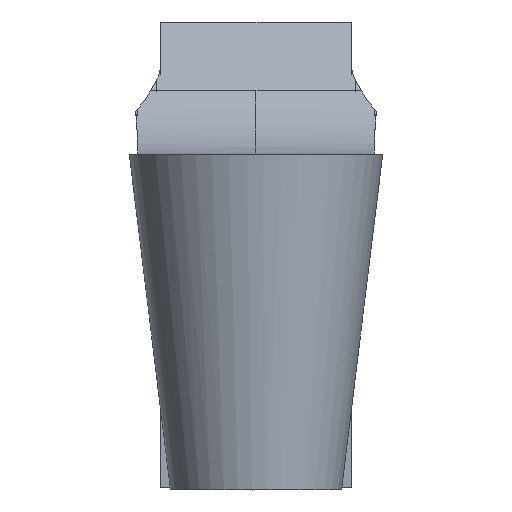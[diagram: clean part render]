
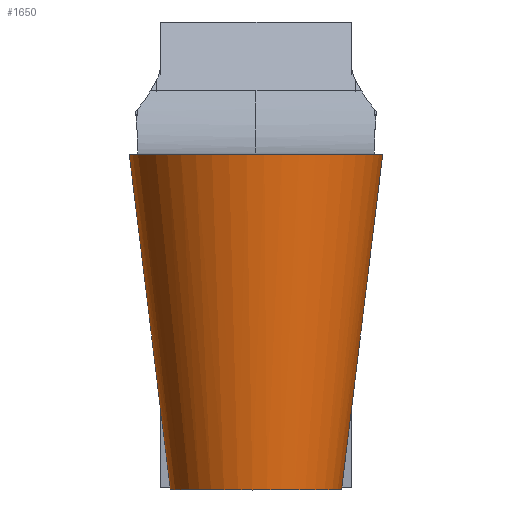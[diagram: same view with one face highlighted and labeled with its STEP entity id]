
A CAD part, left-side view. The second image highlights one B-rep face of the part: STEP entity #1650.
In plain terms, the highlighted free-form (B-spline) face has degree [5, 1] with [9, 2] control points.
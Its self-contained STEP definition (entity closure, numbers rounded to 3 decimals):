
#1150=CARTESIAN_POINT('Vertex',(1.544,1.008,-3.946)) ;
#1225=CARTESIAN_POINT('Vertex',(1.544,-1.008,-3.946)) ;
#1229=CARTESIAN_POINT('Control Point',(1.544,-1.008,-3.946)) ;
#1230=CARTESIAN_POINT('Control Point',(1.372,-1.016,-3.947)) ;
#1231=CARTESIAN_POINT('Control Point',(1.198,-0.978,-3.948)) ;
#1232=CARTESIAN_POINT('Control Point',(1.044,-0.9,-3.949)) ;
#1233=CARTESIAN_POINT('Vertex',(1.044,-0.9,-3.949)) ;
#1237=CARTESIAN_POINT('Control Point',(1.044,-0.9,-3.949)) ;
#1238=CARTESIAN_POINT('Control Point',(0.855,-0.804,-3.95)) ;
#1239=CARTESIAN_POINT('Control Point',(0.697,-0.646,-3.952)) ;
#1240=CARTESIAN_POINT('Control Point',(0.601,-0.457,-3.952)) ;
#1241=CARTESIAN_POINT('Vertex',(0.601,-0.457,-3.952)) ;
#1245=CARTESIAN_POINT('Control Point',(0.601,-0.457,-3.952)) ;
#1246=CARTESIAN_POINT('Control Point',(0.411,-0.082,-3.954)) ;
#1247=CARTESIAN_POINT('Control Point',(0.413,0.395,-3.954)) ;
#1248=CARTESIAN_POINT('Control Point',(0.692,0.826,-3.951)) ;
#1249=CARTESIAN_POINT('Control Point',(1.123,1.026,-3.949)) ;
#1250=CARTESIAN_POINT('Control Point',(1.544,1.008,-3.946)) ;
#1294=CARTESIAN_POINT('Control Point',(1.544,1.008,-3.946)) ;
#1295=CARTESIAN_POINT('Control Point',(1.548,1.105,-3.157)) ;
#1296=CARTESIAN_POINT('Control Point',(1.552,1.202,-2.367)) ;
#1297=CARTESIAN_POINT('Control Point',(1.556,1.299,-1.578)) ;
#1298=CARTESIAN_POINT('Control Point',(1.561,1.396,-0.789)) ;
#1299=CARTESIAN_POINT('Control Point',(1.565,1.493,0.001)) ;
#1300=CARTESIAN_POINT('Vertex',(1.565,1.493,0.001)) ;
#1603=CARTESIAN_POINT('Control Point',(1.539,0.89,-4.913)) ;
#1604=CARTESIAN_POINT('Control Point',(1.576,1.742,2.035)) ;
#1605=CARTESIAN_POINT('Control Point',(1.251,0.902,-4.913)) ;
#1606=CARTESIAN_POINT('Control Point',(1.012,1.767,2.035)) ;
#1607=CARTESIAN_POINT('Control Point',(0.958,0.799,-4.913)) ;
#1608=CARTESIAN_POINT('Control Point',(0.439,1.563,2.035)) ;
#1609=CARTESIAN_POINT('Control Point',(0.726,0.576,-4.913)) ;
#1610=CARTESIAN_POINT('Control Point',(-0.016,1.128,2.035)) ;
#1611=CARTESIAN_POINT('Control Point',(0.493,0.,-4.913)) ;
#1612=CARTESIAN_POINT('Control Point',(-0.472,0.,2.035)) ;
#1613=CARTESIAN_POINT('Control Point',(0.726,-0.576,-4.913)) ;
#1614=CARTESIAN_POINT('Control Point',(-0.016,-1.128,2.035)) ;
#1615=CARTESIAN_POINT('Control Point',(0.958,-0.799,-4.913)) ;
#1616=CARTESIAN_POINT('Control Point',(0.439,-1.563,2.035)) ;
#1617=CARTESIAN_POINT('Control Point',(1.251,-0.902,-4.913)) ;
#1618=CARTESIAN_POINT('Control Point',(1.012,-1.767,2.035)) ;
#1619=CARTESIAN_POINT('Control Point',(1.539,-0.89,-4.913)) ;
#1620=CARTESIAN_POINT('Control Point',(1.576,-1.742,2.035)) ;
#1622=CARTESIAN_POINT('Control Point',(1.544,-1.008,-3.946)) ;
#1623=CARTESIAN_POINT('Control Point',(1.548,-1.105,-3.157)) ;
#1624=CARTESIAN_POINT('Control Point',(1.552,-1.202,-2.367)) ;
#1625=CARTESIAN_POINT('Control Point',(1.556,-1.299,-1.578)) ;
#1626=CARTESIAN_POINT('Control Point',(1.561,-1.396,-0.789)) ;
#1627=CARTESIAN_POINT('Control Point',(1.565,-1.493,0.001)) ;
#1628=CARTESIAN_POINT('Vertex',(1.565,-1.493,0.001)) ;
#1632=CARTESIAN_POINT('Control Point',(1.565,1.493,0.001)) ;
#1633=CARTESIAN_POINT('Control Point',(1.049,1.515,0.001)) ;
#1634=CARTESIAN_POINT('Control Point',(0.524,1.315,0.001)) ;
#1635=CARTESIAN_POINT('Control Point',(0.121,0.884,0.001)) ;
#1636=CARTESIAN_POINT('Control Point',(-0.185,-0.124,0.001)) ;
#1637=CARTESIAN_POINT('Control Point',(0.284,-1.041,0.001)) ;
#1638=CARTESIAN_POINT('Control Point',(0.661,-1.363,0.001)) ;
#1639=CARTESIAN_POINT('Control Point',(1.116,-1.512,0.001)) ;
#1640=CARTESIAN_POINT('Control Point',(1.565,-1.493,0.001)) ;
#1235=EDGE_CURVE('',#1226,#1234,#1228,.T.) ;
#1243=EDGE_CURVE('',#1234,#1242,#1236,.T.) ;
#1251=EDGE_CURVE('',#1242,#1151,#1244,.T.) ;
#1302=EDGE_CURVE('',#1151,#1301,#1293,.T.) ;
#1630=EDGE_CURVE('',#1226,#1629,#1621,.T.) ;
#1641=EDGE_CURVE('',#1301,#1629,#1631,.T.) ;
#1643=ORIENTED_EDGE('',*,*,#1251,.F.) ;
#1644=ORIENTED_EDGE('',*,*,#1243,.F.) ;
#1645=ORIENTED_EDGE('',*,*,#1235,.F.) ;
#1646=ORIENTED_EDGE('',*,*,#1630,.T.) ;
#1647=ORIENTED_EDGE('',*,*,#1641,.F.) ;
#1648=ORIENTED_EDGE('',*,*,#1302,.F.) ;
#1650=ADVANCED_FACE('CUT',(#1649),#1602,.T.) ;
#1151=VERTEX_POINT('',#1150) ;
#1226=VERTEX_POINT('',#1225) ;
#1234=VERTEX_POINT('',#1233) ;
#1242=VERTEX_POINT('',#1241) ;
#1301=VERTEX_POINT('',#1300) ;
#1629=VERTEX_POINT('',#1628) ;
#1228=B_SPLINE_CURVE_WITH_KNOTS('',3,(#1229,#1230,#1231,#1232),.UNSPECIFIED.,.F.,.U.,(4,4),(0.,0.878),.UNSPECIFIED.) ;
#1236=B_SPLINE_CURVE_WITH_KNOTS('',3,(#1237,#1238,#1239,#1240),.UNSPECIFIED.,.F.,.U.,(4,4),(1.019,2.277),.UNSPECIFIED.) ;
#1244=B_SPLINE_CURVE_WITH_KNOTS('',5,(#1245,#1246,#1247,#1248,#1249,#1250),.UNSPECIFIED.,.F.,.U.,(6,6),(0.,3.573),.UNSPECIFIED.) ;
#1293=B_SPLINE_CURVE_WITH_KNOTS('',5,(#1294,#1295,#1296,#1297,#1298,#1299),.UNSPECIFIED.,.F.,.U.,(6,6),(0.974,4.95),.UNSPECIFIED.) ;
#1621=B_SPLINE_CURVE_WITH_KNOTS('',5,(#1622,#1623,#1624,#1625,#1626,#1627),.UNSPECIFIED.,.F.,.U.,(6,6),(0.974,4.95),.UNSPECIFIED.) ;
#1631=B_SPLINE_CURVE_WITH_KNOTS('',5,(#1632,#1633,#1634,#1635,#1636,#1637,#1638,#1639,#1640),.UNSPECIFIED.,.F.,.U.,(6,3,6),(0.,3.52,6.581),.UNSPECIFIED.) ;
#1602=B_SPLINE_SURFACE_WITH_KNOTS('',5,1,((#1603,#1604),(#1605,#1606),(#1607,#1608),(#1609,#1610),(#1611,#1612),(#1613,#1614),(#1615,#1616),(#1617,#1618),(#1619,#1620)),.UNSPECIFIED.,.F.,.F.,.U.,(6,3,6),(2,2),(0.,2.238,4.477),(0.,7.),.UNSPECIFIED.) ;
#1642=EDGE_LOOP('',(#1643,#1644,#1645,#1646,#1647,#1648)) ;
#1649=FACE_OUTER_BOUND('',#1642,.T.) ;
